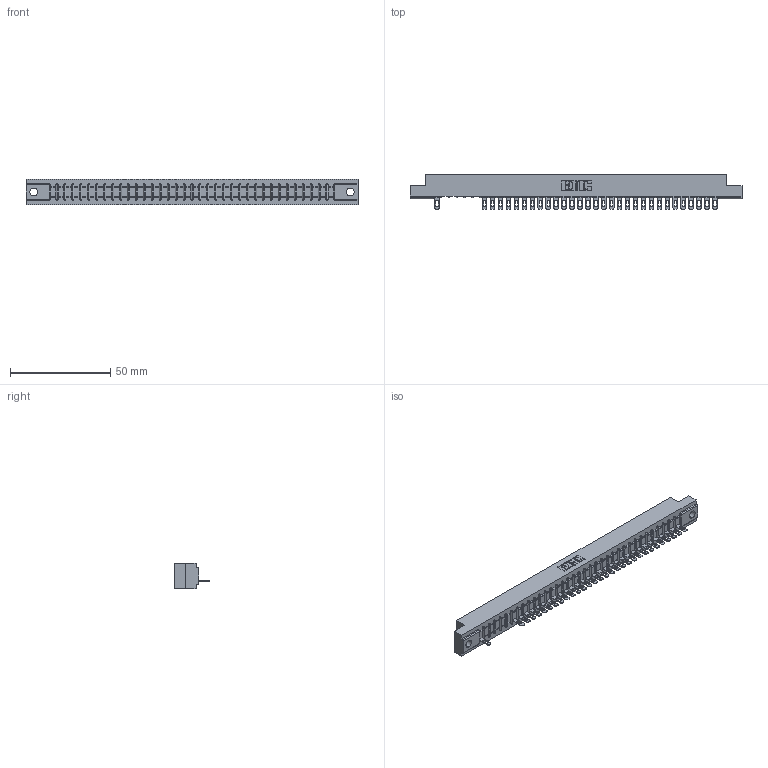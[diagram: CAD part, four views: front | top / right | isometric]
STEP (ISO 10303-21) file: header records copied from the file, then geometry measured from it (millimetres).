
FILE_DESCRIPTION (( 'STEP AP203' ), '1' );
FILE_NAME ('357-036-501-102.STEP', '2018-08-10T05:34:07', ( '' ), ( '' ), 'SwSTEP 2.0', 'SolidWorks 2016', '' );
FILE_SCHEMA (( 'CONFIG_CONTROL_DESIGN' ));
Length unit declared in the file: inch
Products named in the file (3): 307 Part_.128 Dia Mounting Holes; 307-290-002_501; 357-036-501-102
Assembly tree (32 placements, depth 2):
  357-036-501-102
    307 Part_.128 Dia Mounting Holes
    307-290-002_501  x31
Bounding box: 165.66 x 17.42 x 12.7 mm (x, y, z)
Volume: 17477.3 mm3; surface area: 20929.9 mm2
Topology: 32 solids, 32 shells, 2611 faces, 8021 edges, 5246 vertices
Faces by surface type: plane 1494, cylinder 1043, sphere 74
Entity records: 32238 total; most frequent: CARTESIAN_POINT 5459, ORIENTED_EDGE 5454, DIRECTION 5305, EDGE_CURVE 2727, LINE 2081, VECTOR 2081, VERTEX_POINT 1766, AXIS2_PLACEMENT_3D 1612
